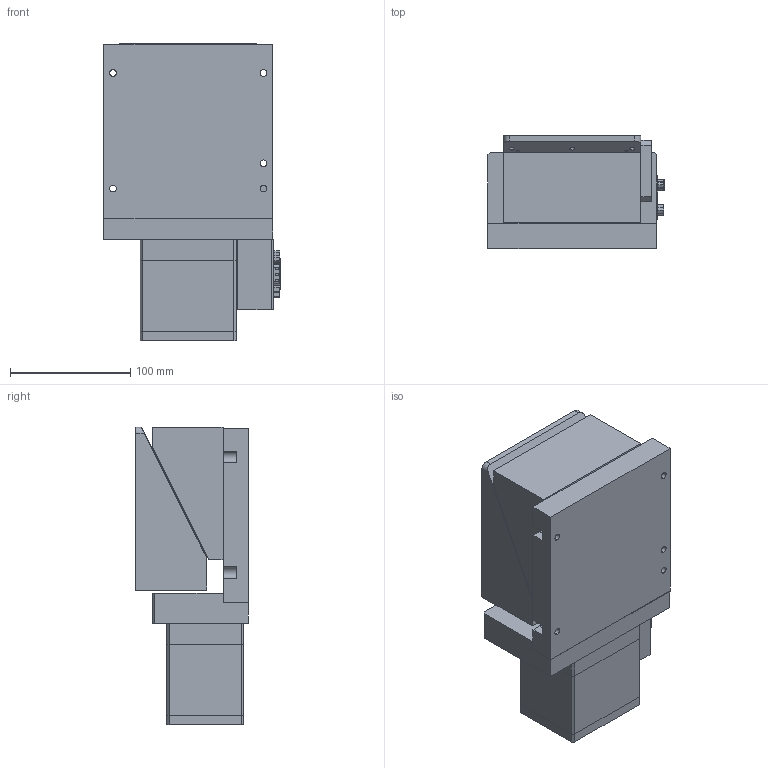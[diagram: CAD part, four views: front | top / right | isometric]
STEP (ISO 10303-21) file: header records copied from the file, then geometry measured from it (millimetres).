
FILE_DESCRIPTION (( 'STEP AP214' ), '1' );
FILE_NAME ('ELV-025-BS-D-H-S-0-00.STEP', '2018-07-18T13:21:25', ( '' ), ( '' ), 'SwSTEP 2.0', 'SolidWorks 2016', '' );
FILE_SCHEMA (( 'AUTOMOTIVE_DESIGN' ));
Length unit declared in the file: millimetre
Products named in the file (15): 1000053_Export; 1000016_Export; 1000041_Export; 1000017_Export; 1000015_Export; 1000030_Export; 1000057_Export; 1000068_Export; 1000054_Export; 1000018_Export; 1000115_Export; 1000056_Export; 1000014_Export; ELV-025-BS-D-H-S-0-00; 1000112_Export
Assembly tree (17 placements, depth 3):
  ELV-025-BS-D-H-S-0-00
    1000014_Export
    1000015_Export
    1000016_Export
    1000017_Export
    1000018_Export
    1000054_Export
      1000053_Export
    1000041_Export
    1000030_Export
    1000068_Export
    1000115_Export
      1000112_Export
    1000056_Export
    1000057_Export  x4
Bounding box: 146.3 x 93.9 x 247.31 mm (x, y, z)
Volume: 2246042.3 mm3; surface area: 255416 mm2
Topology: 15 solids, 15 shells, 784 faces, 1853 edges, 1159 vertices
Faces by surface type: plane 377, cylinder 187, bspline 170, cone 50
Entity records: 32023 total; most frequent: CARTESIAN_POINT 9906, ORIENTED_EDGE 3374, DIRECTION 3015, EDGE_CURVE 1687, VERTEX_POINT 1081, AXIS2_PLACEMENT_3D 1010, VECTOR 995, LINE 995
